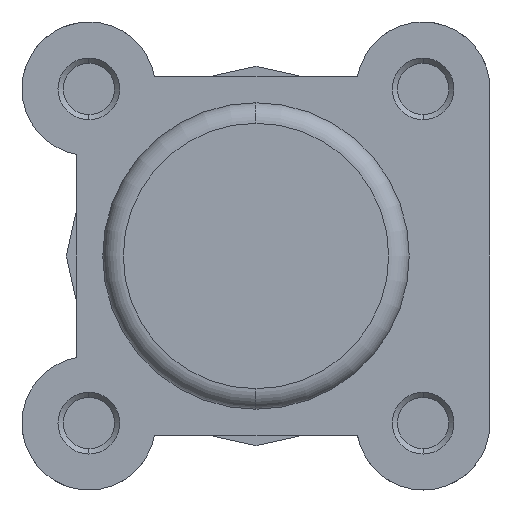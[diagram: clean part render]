
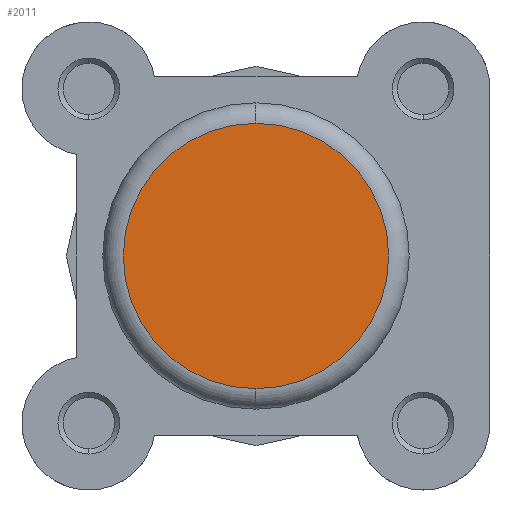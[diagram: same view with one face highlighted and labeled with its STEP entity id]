
A CAD part, left-side view. The second image highlights one B-rep face of the part: STEP entity #2011.
In plain terms, the highlighted planar face has unit normal (-1, 0, 0).
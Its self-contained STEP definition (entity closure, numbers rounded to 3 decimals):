
#299 = CARTESIAN_POINT ( 'NONE',  ( 0., 0., 12.9 ) ) ;
#300 = CARTESIAN_POINT ( 'NONE',  ( 0., 0., -12.9 ) ) ;
#528 = VERTEX_POINT ( 'NONE', #300 ) ;
#529 = VERTEX_POINT ( 'NONE', #299 ) ;
#910 = EDGE_LOOP ( 'NONE', ( #3061, #3052 ) ) ;
#1061 = CARTESIAN_POINT ( 'NONE',  ( 0., 0., 0. ) ) ;
#1062 = DIRECTION ( 'NONE',  ( -1., 0., 0. ) ) ;
#1063 = DIRECTION ( 'NONE',  ( 0., 0., -1. ) ) ;
#1197 = CARTESIAN_POINT ( 'NONE',  ( 0., 0., 0. ) ) ;
#1204 = DIRECTION ( 'NONE',  ( -1., 0., 0. ) ) ;
#1205 = DIRECTION ( 'NONE',  ( 0., 0., -1. ) ) ;
#2011 = ADVANCED_FACE ( 'NONE', ( #3772 ), #4782, .F. ) ;
#2469 = EDGE_CURVE ( 'NONE', #529, #528, #4450, .T. ) ;
#2524 = EDGE_CURVE ( 'NONE', #528, #529, #4526, .T. ) ;
#2717 = AXIS2_PLACEMENT_3D ( 'NONE', #4781, #4784, #4785 ) ;
#2982 = AXIS2_PLACEMENT_3D ( 'NONE', #1061, #1062, #1063 ) ;
#3012 = AXIS2_PLACEMENT_3D ( 'NONE', #1197, #1204, #1205 ) ;
#3052 = ORIENTED_EDGE ( 'NONE', *, *, #2469, .T. ) ;
#3061 = ORIENTED_EDGE ( 'NONE', *, *, #2524, .T. ) ;
#3772 = FACE_OUTER_BOUND ( 'NONE', #910, .T. ) ;
#4450 = CIRCLE ( 'NONE', #2982, 12.9 ) ;
#4526 = CIRCLE ( 'NONE', #3012, 12.9 ) ;
#4781 = CARTESIAN_POINT ( 'NONE',  ( 0., 0., 0. ) ) ;
#4782 = PLANE ( 'NONE',  #2717 ) ;
#4784 = DIRECTION ( 'NONE',  ( 1., 0., 0. ) ) ;
#4785 = DIRECTION ( 'NONE',  ( 0., 0., -1. ) ) ;
